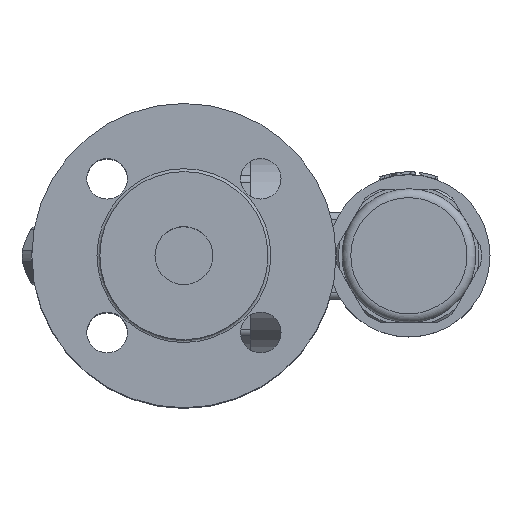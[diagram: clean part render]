
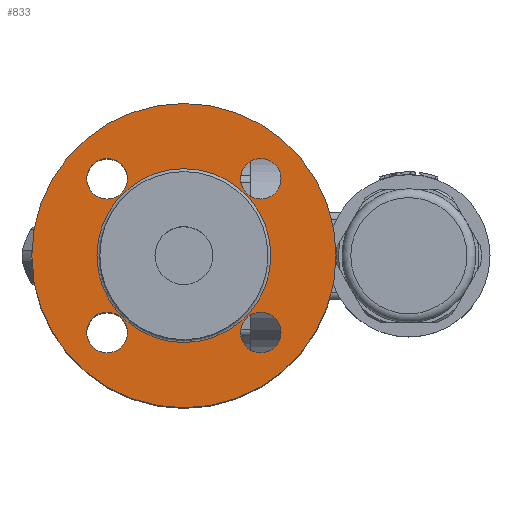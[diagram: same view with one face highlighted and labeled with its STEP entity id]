
A CAD part, top view. The second image highlights one B-rep face of the part: STEP entity #833.
In plain terms, the highlighted planar face has unit normal (0, 0, 1).
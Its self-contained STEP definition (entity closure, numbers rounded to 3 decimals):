
#747=CARTESIAN_POINT('',(30.,0.0,75.));
#748=VERTEX_POINT('',#747);
#749=CARTESIAN_POINT('',(0.,0.0,75.));
#750=DIRECTION('',(0.0,0.0,1.0));
#751=DIRECTION('',(-1.0,0.0,0.0));
#752=AXIS2_PLACEMENT_3D('',#749,#750,#751);
#753=CIRCLE('',#752,30.);
#754=EDGE_CURVE('',#748,#748,#753,.T.);
#770=CARTESIAN_POINT('',(40.75,0.0,75.));
#771=DIRECTION('',(0.0,0.0,1.0));
#772=DIRECTION('',(1.0,0.0,0.0));
#773=AXIS2_PLACEMENT_3D('',#770,#771,#772);
#774=PLANE('',#773);
#775=CARTESIAN_POINT('',(52.5,0.0,75.));
#776=VERTEX_POINT('',#775);
#777=CARTESIAN_POINT('',(0.,0.0,75.));
#778=DIRECTION('',(0.0,0.0,1.0));
#779=DIRECTION('',(1.0,0.0,0.0));
#780=AXIS2_PLACEMENT_3D('',#777,#778,#779);
#781=CIRCLE('',#780,52.5);
#782=EDGE_CURVE('',#776,#776,#781,.T.);
#783=ORIENTED_EDGE('',*,*,#782,.T.);
#784=EDGE_LOOP('',(#783));
#785=FACE_OUTER_BOUND('',#784,.T.);
#786=CARTESIAN_POINT('',(33.517,26.517,75.));
#787=VERTEX_POINT('',#786);
#788=CARTESIAN_POINT('',(26.517,26.517,75.));
#789=DIRECTION('',(0.0,0.0,-1.0));
#790=DIRECTION('',(1.0,0.0,0.0));
#791=AXIS2_PLACEMENT_3D('',#788,#789,#790);
#792=CIRCLE('',#791,7.);
#793=EDGE_CURVE('',#787,#787,#792,.T.);
#794=ORIENTED_EDGE('',*,*,#793,.T.);
#795=EDGE_LOOP('',(#794));
#796=FACE_BOUND('',#795,.T.);
#797=CARTESIAN_POINT('',(-26.517,33.517,75.));
#798=VERTEX_POINT('',#797);
#799=CARTESIAN_POINT('',(-26.517,26.517,75.0));
#800=DIRECTION('',(0.0,0.0,-1.0));
#801=DIRECTION('',(0.0,1.0,0.0));
#802=AXIS2_PLACEMENT_3D('',#799,#800,#801);
#803=CIRCLE('',#802,7.);
#804=EDGE_CURVE('',#798,#798,#803,.T.);
#805=ORIENTED_EDGE('',*,*,#804,.T.);
#806=EDGE_LOOP('',(#805));
#807=FACE_BOUND('',#806,.T.);
#808=CARTESIAN_POINT('',(-33.517,-26.517,75.));
#809=VERTEX_POINT('',#808);
#810=CARTESIAN_POINT('',(-26.517,-26.517,75.0));
#811=DIRECTION('',(0.0,0.0,-1.0));
#812=DIRECTION('',(-1.0,0.0,0.0));
#813=AXIS2_PLACEMENT_3D('',#810,#811,#812);
#814=CIRCLE('',#813,7.);
#815=EDGE_CURVE('',#809,#809,#814,.T.);
#816=ORIENTED_EDGE('',*,*,#815,.T.);
#817=EDGE_LOOP('',(#816));
#818=FACE_BOUND('',#817,.T.);
#819=CARTESIAN_POINT('',(26.517,-33.517,75.));
#820=VERTEX_POINT('',#819);
#821=CARTESIAN_POINT('',(26.517,-26.517,75.));
#822=DIRECTION('',(0.0,0.0,-1.0));
#823=DIRECTION('',(0.0,-1.0,0.0));
#824=AXIS2_PLACEMENT_3D('',#821,#822,#823);
#825=CIRCLE('',#824,7.);
#826=EDGE_CURVE('',#820,#820,#825,.T.);
#827=ORIENTED_EDGE('',*,*,#826,.T.);
#828=EDGE_LOOP('',(#827));
#829=FACE_BOUND('',#828,.T.);
#830=ORIENTED_EDGE('',*,*,#754,.F.);
#831=EDGE_LOOP('',(#830));
#832=FACE_BOUND('',#831,.T.);
#833=ADVANCED_FACE('',(#785,#796,#807,#818,#829,#832),#774,.T.);
